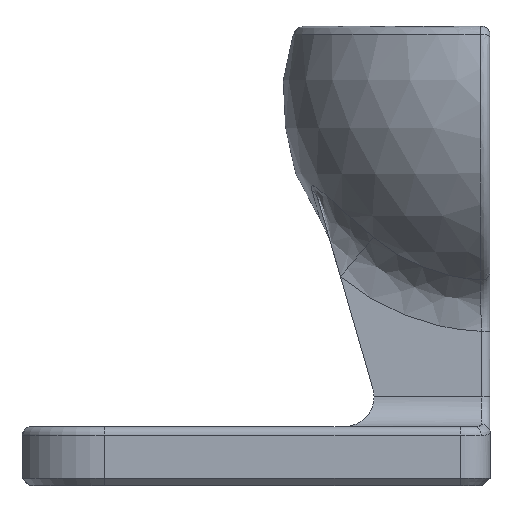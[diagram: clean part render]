
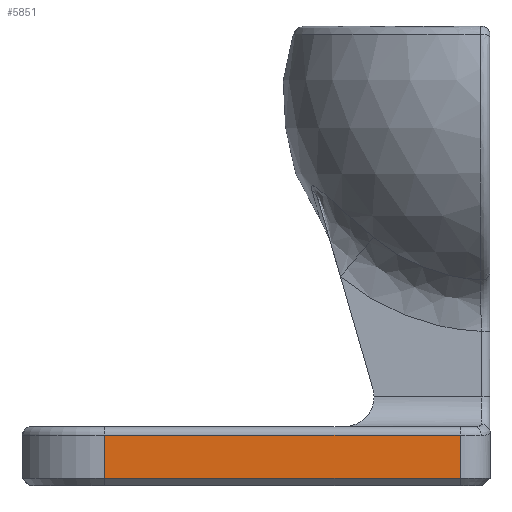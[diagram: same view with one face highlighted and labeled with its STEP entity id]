
A CAD part, left-side view. The second image highlights one B-rep face of the part: STEP entity #5851.
In plain terms, the highlighted planar face has unit normal (-1, 0, 0).
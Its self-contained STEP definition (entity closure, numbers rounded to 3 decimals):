
#794 = PLANE('',#795);
#795 = AXIS2_PLACEMENT_3D('',#796,#797,#798);
#796 = CARTESIAN_POINT('',(-3.875,1.,0.125));
#797 = DIRECTION('',(-0.707,0.,-0.707));
#798 = DIRECTION('',(-0.,-1.,-0.));
#1256 = CYLINDRICAL_SURFACE('',#1257,0.3);
#1257 = AXIS2_PLACEMENT_3D('',#1258,#1259,#1260);
#1258 = CARTESIAN_POINT('',(-3.7,1.,1.7));
#1259 = DIRECTION('',(0.,1.,0.));
#1260 = DIRECTION('',(-1.,0.,0.));
#1845 = VERTEX_POINT('',#1846);
#1846 = CARTESIAN_POINT('',(-4.,13.,0.25));
#1882 = CYLINDRICAL_SURFACE('',#1883,3.);
#1883 = AXIS2_PLACEMENT_3D('',#1884,#1885,#1886);
#1884 = CARTESIAN_POINT('',(-1.,13.,0.));
#1885 = DIRECTION('',(0.,0.,1.));
#1886 = DIRECTION('',(0.,1.,0.));
#1898 = VERTEX_POINT('',#1899);
#1899 = CARTESIAN_POINT('',(-4.,1.,0.25));
#1920 = EDGE_CURVE('',#1898,#1845,#1921,.T.);
#1921 = SURFACE_CURVE('',#1922,(#1926,#1933),.PCURVE_S1.);
#1922 = LINE('',#1923,#1924);
#1923 = CARTESIAN_POINT('',(-4.,1.,0.25));
#1924 = VECTOR('',#1925,1.);
#1925 = DIRECTION('',(0.,1.,0.));
#1926 = PCURVE('',#794,#1927);
#1927 = DEFINITIONAL_REPRESENTATION('',(#1928),#1932);
#1928 = LINE('',#1929,#1930);
#1929 = CARTESIAN_POINT('',(-0.,0.177));
#1930 = VECTOR('',#1931,1.);
#1931 = DIRECTION('',(-1.,0.));
#1932 = ( GEOMETRIC_REPRESENTATION_CONTEXT(2) 
PARAMETRIC_REPRESENTATION_CONTEXT() REPRESENTATION_CONTEXT('2D SPACE',''
  ) );
#1933 = PCURVE('',#1934,#1939);
#1934 = PLANE('',#1935);
#1935 = AXIS2_PLACEMENT_3D('',#1936,#1937,#1938);
#1936 = CARTESIAN_POINT('',(-4.,0.,0.));
#1937 = DIRECTION('',(1.,0.,0.));
#1938 = DIRECTION('',(0.,0.,1.));
#1939 = DEFINITIONAL_REPRESENTATION('',(#1940),#1944);
#1940 = LINE('',#1941,#1942);
#1941 = CARTESIAN_POINT('',(0.25,-1.));
#1942 = VECTOR('',#1943,1.);
#1943 = DIRECTION('',(0.,-1.));
#1944 = ( GEOMETRIC_REPRESENTATION_CONTEXT(2) 
PARAMETRIC_REPRESENTATION_CONTEXT() REPRESENTATION_CONTEXT('2D SPACE',''
  ) );
#1987 = CYLINDRICAL_SURFACE('',#1988,1.);
#1988 = AXIS2_PLACEMENT_3D('',#1989,#1990,#1991);
#1989 = CARTESIAN_POINT('',(-3.,1.,0.));
#1990 = DIRECTION('',(0.,0.,1.));
#1991 = DIRECTION('',(0.,-1.,0.));
#2577 = VERTEX_POINT('',#2578);
#2578 = CARTESIAN_POINT('',(-4.,1.,1.7));
#2627 = VERTEX_POINT('',#2628);
#2628 = CARTESIAN_POINT('',(-4.,13.,1.7));
#2648 = EDGE_CURVE('',#2577,#2627,#2649,.T.);
#2649 = SURFACE_CURVE('',#2650,(#2654,#2661),.PCURVE_S1.);
#2650 = LINE('',#2651,#2652);
#2651 = CARTESIAN_POINT('',(-4.,1.,1.7));
#2652 = VECTOR('',#2653,1.);
#2653 = DIRECTION('',(0.,1.,0.));
#2654 = PCURVE('',#1256,#2655);
#2655 = DEFINITIONAL_REPRESENTATION('',(#2656),#2660);
#2656 = LINE('',#2657,#2658);
#2657 = CARTESIAN_POINT('',(0.,0.));
#2658 = VECTOR('',#2659,1.);
#2659 = DIRECTION('',(0.,1.));
#2660 = ( GEOMETRIC_REPRESENTATION_CONTEXT(2) 
PARAMETRIC_REPRESENTATION_CONTEXT() REPRESENTATION_CONTEXT('2D SPACE',''
  ) );
#2661 = PCURVE('',#1934,#2662);
#2662 = DEFINITIONAL_REPRESENTATION('',(#2663),#2667);
#2663 = LINE('',#2664,#2665);
#2664 = CARTESIAN_POINT('',(1.7,-1.));
#2665 = VECTOR('',#2666,1.);
#2666 = DIRECTION('',(0.,-1.));
#2667 = ( GEOMETRIC_REPRESENTATION_CONTEXT(2) 
PARAMETRIC_REPRESENTATION_CONTEXT() REPRESENTATION_CONTEXT('2D SPACE',''
  ) );
#5830 = EDGE_CURVE('',#1845,#2627,#5831,.T.);
#5831 = SURFACE_CURVE('',#5832,(#5836,#5843),.PCURVE_S1.);
#5832 = LINE('',#5833,#5834);
#5833 = CARTESIAN_POINT('',(-4.,13.,0.));
#5834 = VECTOR('',#5835,1.);
#5835 = DIRECTION('',(0.,0.,1.));
#5836 = PCURVE('',#1882,#5837);
#5837 = DEFINITIONAL_REPRESENTATION('',(#5838),#5842);
#5838 = LINE('',#5839,#5840);
#5839 = CARTESIAN_POINT('',(1.571,0.));
#5840 = VECTOR('',#5841,1.);
#5841 = DIRECTION('',(0.,1.));
#5842 = ( GEOMETRIC_REPRESENTATION_CONTEXT(2) 
PARAMETRIC_REPRESENTATION_CONTEXT() REPRESENTATION_CONTEXT('2D SPACE',''
  ) );
#5843 = PCURVE('',#1934,#5844);
#5844 = DEFINITIONAL_REPRESENTATION('',(#5845),#5849);
#5845 = LINE('',#5846,#5847);
#5846 = CARTESIAN_POINT('',(0.,-13.));
#5847 = VECTOR('',#5848,1.);
#5848 = DIRECTION('',(1.,0.));
#5849 = ( GEOMETRIC_REPRESENTATION_CONTEXT(2) 
PARAMETRIC_REPRESENTATION_CONTEXT() REPRESENTATION_CONTEXT('2D SPACE',''
  ) );
#5851 = ADVANCED_FACE('',(#5852),#1934,.F.);
#5852 = FACE_BOUND('',#5853,.F.);
#5853 = EDGE_LOOP('',(#5854,#5875,#5876,#5877));
#5854 = ORIENTED_EDGE('',*,*,#5855,.F.);
#5855 = EDGE_CURVE('',#1898,#2577,#5856,.T.);
#5856 = SURFACE_CURVE('',#5857,(#5861,#5868),.PCURVE_S1.);
#5857 = LINE('',#5858,#5859);
#5858 = CARTESIAN_POINT('',(-4.,1.,0.));
#5859 = VECTOR('',#5860,1.);
#5860 = DIRECTION('',(0.,0.,1.));
#5861 = PCURVE('',#1934,#5862);
#5862 = DEFINITIONAL_REPRESENTATION('',(#5863),#5867);
#5863 = LINE('',#5864,#5865);
#5864 = CARTESIAN_POINT('',(0.,-1.));
#5865 = VECTOR('',#5866,1.);
#5866 = DIRECTION('',(1.,0.));
#5867 = ( GEOMETRIC_REPRESENTATION_CONTEXT(2) 
PARAMETRIC_REPRESENTATION_CONTEXT() REPRESENTATION_CONTEXT('2D SPACE',''
  ) );
#5868 = PCURVE('',#1987,#5869);
#5869 = DEFINITIONAL_REPRESENTATION('',(#5870),#5874);
#5870 = LINE('',#5871,#5872);
#5871 = CARTESIAN_POINT('',(-1.571,0.));
#5872 = VECTOR('',#5873,1.);
#5873 = DIRECTION('',(-0.,1.));
#5874 = ( GEOMETRIC_REPRESENTATION_CONTEXT(2) 
PARAMETRIC_REPRESENTATION_CONTEXT() REPRESENTATION_CONTEXT('2D SPACE',''
  ) );
#5875 = ORIENTED_EDGE('',*,*,#1920,.T.);
#5876 = ORIENTED_EDGE('',*,*,#5830,.T.);
#5877 = ORIENTED_EDGE('',*,*,#2648,.F.);
